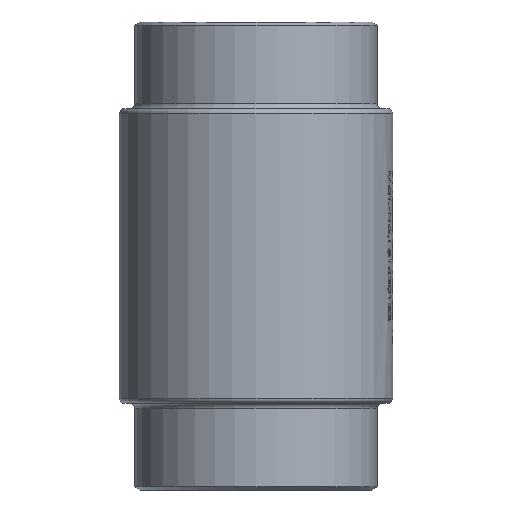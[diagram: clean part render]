
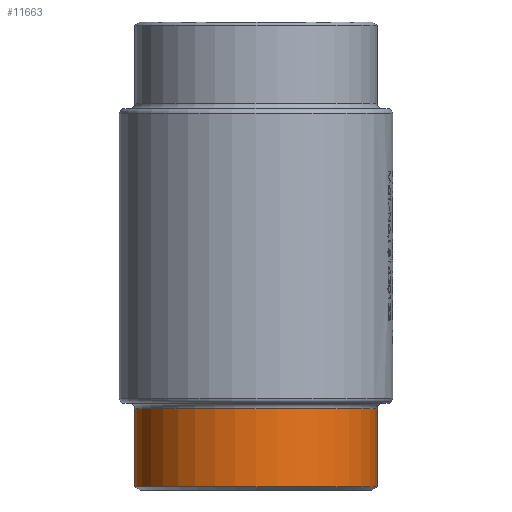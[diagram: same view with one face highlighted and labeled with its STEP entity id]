
A CAD part, front view. The second image highlights one B-rep face of the part: STEP entity #11663.
In plain terms, the highlighted cylindrical face has radius 69.85 mm (diameter 139.7 mm), a partial arc.
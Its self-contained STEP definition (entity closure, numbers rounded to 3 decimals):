
#584 = DIRECTION ( 'NONE',  ( 1., 0., 0. ) ) ;
#1008 = DIRECTION ( 'NONE',  ( 0., 0., 1. ) ) ;
#1224 = VERTEX_POINT ( 'NONE', #5386 ) ;
#1289 = AXIS2_PLACEMENT_3D ( 'NONE', #5079, #1008, #584 ) ;
#1688 = VECTOR ( 'NONE', #3670, 1000. ) ;
#3670 = DIRECTION ( 'NONE',  ( 0., 0., -1. ) ) ;
#4005 = CIRCLE ( 'NONE', #1289, 69.85 ) ;
#5079 = CARTESIAN_POINT ( 'NONE',  ( 0., 0., -268.268 ) ) ;
#5386 = CARTESIAN_POINT ( 'NONE',  ( -69.85, 0., -268.268 ) ) ;
#5472 = VERTEX_POINT ( 'NONE', #23498 ) ;
#6021 = EDGE_CURVE ( 'NONE', #17581, #1224, #10301, .T. ) ;
#6857 = EDGE_CURVE ( 'NONE', #5472, #17581, #22824, .T. ) ;
#8042 = CARTESIAN_POINT ( 'NONE',  ( -69.85, 0., -270. ) ) ;
#9804 = CARTESIAN_POINT ( 'NONE',  ( 69.85, 0., -268.268 ) ) ;
#10301 = LINE ( 'NONE', #8042, #1688 ) ;
#10319 = CARTESIAN_POINT ( 'NONE',  ( 0., 0., -223. ) ) ;
#10513 = VERTEX_POINT ( 'NONE', #9804 ) ;
#11283 = ORIENTED_EDGE ( 'NONE', *, *, #16129, .F. ) ;
#11663 = ADVANCED_FACE ( 'NONE', ( #21829 ), #19578, .T. ) ;
#12538 = DIRECTION ( 'NONE',  ( 0., 0., -1. ) ) ;
#13362 = AXIS2_PLACEMENT_3D ( 'NONE', #10319, #16526, #25393 ) ;
#13525 = DIRECTION ( 'NONE',  ( 0., 0., -1. ) ) ;
#15793 = CARTESIAN_POINT ( 'NONE',  ( 0., 0., -270. ) ) ;
#16129 = EDGE_CURVE ( 'NONE', #5472, #10513, #23769, .T. ) ;
#16460 = EDGE_LOOP ( 'NONE', ( #18767, #19392, #24655, #11283 ) ) ;
#16526 = DIRECTION ( 'NONE',  ( 0., 0., -1. ) ) ;
#17581 = VERTEX_POINT ( 'NONE', #23390 ) ;
#17771 = AXIS2_PLACEMENT_3D ( 'NONE', #15793, #13525, #22111 ) ;
#18767 = ORIENTED_EDGE ( 'NONE', *, *, #6857, .T. ) ;
#19392 = ORIENTED_EDGE ( 'NONE', *, *, #6021, .T. ) ;
#19547 = CARTESIAN_POINT ( 'NONE',  ( 69.85, 0., -270. ) ) ;
#19578 = CYLINDRICAL_SURFACE ( 'NONE', #17771, 69.85 ) ;
#20166 = VECTOR ( 'NONE', #12538, 1000. ) ;
#21829 = FACE_OUTER_BOUND ( 'NONE', #16460, .T. ) ;
#22111 = DIRECTION ( 'NONE',  ( 1., 0., 0. ) ) ;
#22824 = CIRCLE ( 'NONE', #13362, 69.85 ) ;
#23390 = CARTESIAN_POINT ( 'NONE',  ( -69.85, 0., -223. ) ) ;
#23498 = CARTESIAN_POINT ( 'NONE',  ( 69.85, 0., -223. ) ) ;
#23769 = LINE ( 'NONE', #19547, #20166 ) ;
#24438 = EDGE_CURVE ( 'NONE', #1224, #10513, #4005, .T. ) ;
#24655 = ORIENTED_EDGE ( 'NONE', *, *, #24438, .T. ) ;
#25393 = DIRECTION ( 'NONE',  ( 1., 0., 0. ) ) ;
